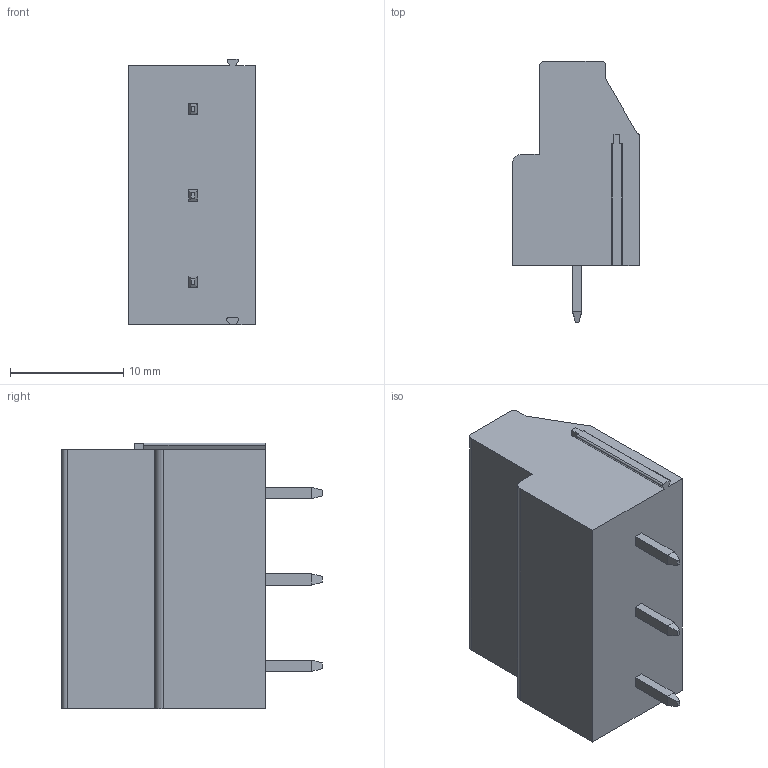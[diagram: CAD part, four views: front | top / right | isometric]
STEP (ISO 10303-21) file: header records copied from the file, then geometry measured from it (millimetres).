
FILE_DESCRIPTION((''),'2;1');
FILE_NAME('PRT0003','2024-10-21T',('sj'),(''),'PRO/ENGINEER BY PARAMETRIC TECHNOLOGY CORPORATION, 2013240','PRO/ENGINEER BY PARAMETRIC TECHNOLOGY CORPORATION, 2013240','');
FILE_SCHEMA(('AUTOMOTIVE_DESIGN_CC2 { 1 2 10303 214 -1 1 5 2 }'));
Length unit declared in the file: millimetre
Products named in the file (1): PRT0003
Bounding box: 11.2 x 23 x 23.46 mm (x, y, z)
Volume: 3779.9 mm3; surface area: 1840.1 mm2
Topology: 1 solids, 1 shells, 138 faces, 337 edges, 210 vertices
Faces by surface type: plane 94, cylinder 26, cone 12, torus 6
Entity records: 4053 total; most frequent: CARTESIAN_POINT 757, DIRECTION 677, ORIENTED_EDGE 674, EDGE_CURVE 337, VECTOR 249, LINE 249, AXIS2_PLACEMENT_3D 214, VERTEX_POINT 210
